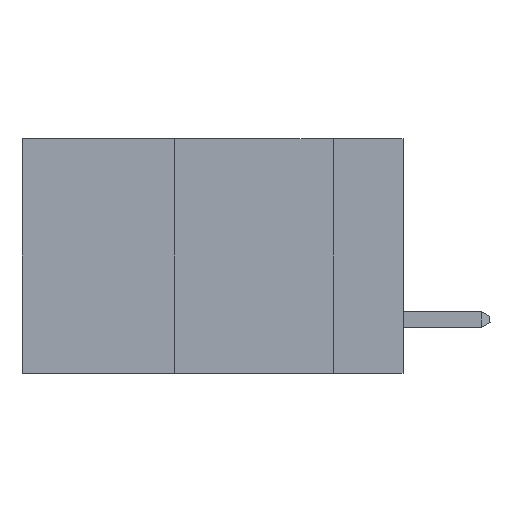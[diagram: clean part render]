
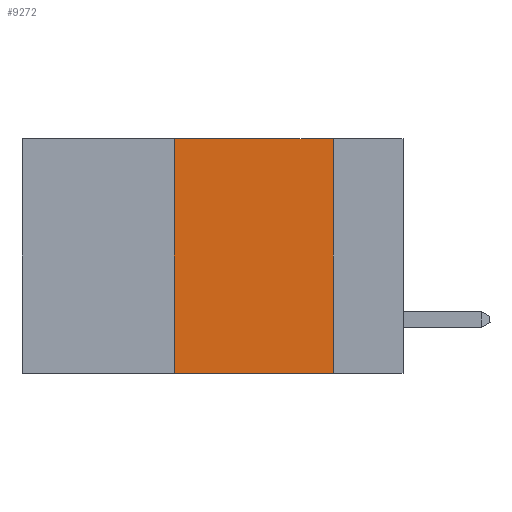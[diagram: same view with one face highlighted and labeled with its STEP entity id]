
A CAD part, left-side view. The second image highlights one B-rep face of the part: STEP entity #9272.
In plain terms, the highlighted planar face has unit normal (-1, 0, 0).
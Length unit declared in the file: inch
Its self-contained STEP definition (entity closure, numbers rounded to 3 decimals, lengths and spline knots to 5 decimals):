
#1266 = AXIS2_PLACEMENT_3D ( 'NONE', #4420, #23275, #2299 ) ;
#2067 = CARTESIAN_POINT ( 'NONE',  ( 0., 0.6, -0.37 ) ) ;
#2099 = VECTOR ( 'NONE', #4444, 39.37008 ) ;
#2299 = DIRECTION ( 'NONE',  ( 0., 0., -1. ) ) ;
#2354 = FACE_OUTER_BOUND ( 'NONE', #19649, .T. ) ;
#3638 = CARTESIAN_POINT ( 'NONE',  ( 0., 0.11, 0. ) ) ;
#4282 = DIRECTION ( 'NONE',  ( 0., -1., 0. ) ) ;
#4420 = CARTESIAN_POINT ( 'NONE',  ( 0., 0.6, 0. ) ) ;
#4444 = DIRECTION ( 'NONE',  ( 0., 0., 1. ) ) ;
#5080 = VECTOR ( 'NONE', #4282, 39.37008 ) ;
#5991 = LINE ( 'NONE', #2067, #19901 ) ;
#6571 = ORIENTED_EDGE ( 'NONE', *, *, #8447, .F. ) ;
#8229 = LINE ( 'NONE', #18898, #2099 ) ;
#8447 = EDGE_CURVE ( 'NONE', #22525, #21904, #8229, .T. ) ;
#9272 = ADVANCED_FACE ( 'NONE', ( #2354 ), #13785, .F. ) ;
#10017 = CARTESIAN_POINT ( 'NONE',  ( 0., 0.11, -0.37 ) ) ;
#10042 = VERTEX_POINT ( 'NONE', #23254 ) ;
#10815 = LINE ( 'NONE', #3638, #14091 ) ;
#11379 = CARTESIAN_POINT ( 'NONE',  ( 0., 0.36, 0. ) ) ;
#11722 = EDGE_CURVE ( 'NONE', #22525, #15719, #5991, .T. ) ;
#12707 = EDGE_CURVE ( 'NONE', #10042, #15719, #10815, .T. ) ;
#13270 = CARTESIAN_POINT ( 'NONE',  ( 0., 0.6, 0. ) ) ;
#13309 = CARTESIAN_POINT ( 'NONE',  ( 0., 0.36, -0.37 ) ) ;
#13785 = PLANE ( 'NONE',  #1266 ) ;
#14091 = VECTOR ( 'NONE', #15077, 39.37008 ) ;
#15077 = DIRECTION ( 'NONE',  ( 0., 0., -1. ) ) ;
#15719 = VERTEX_POINT ( 'NONE', #10017 ) ;
#16830 = EDGE_CURVE ( 'NONE', #21904, #10042, #16864, .T. ) ;
#16864 = LINE ( 'NONE', #13270, #5080 ) ;
#17964 = ORIENTED_EDGE ( 'NONE', *, *, #16830, .F. ) ;
#18898 = CARTESIAN_POINT ( 'NONE',  ( 0., 0.36, 0. ) ) ;
#19344 = DIRECTION ( 'NONE',  ( 0., -1., 0. ) ) ;
#19575 = ORIENTED_EDGE ( 'NONE', *, *, #11722, .T. ) ;
#19649 = EDGE_LOOP ( 'NONE', ( #24178, #17964, #6571, #19575 ) ) ;
#19901 = VECTOR ( 'NONE', #19344, 39.37008 ) ;
#21904 = VERTEX_POINT ( 'NONE', #11379 ) ;
#22525 = VERTEX_POINT ( 'NONE', #13309 ) ;
#23254 = CARTESIAN_POINT ( 'NONE',  ( 0., 0.11, 0. ) ) ;
#23275 = DIRECTION ( 'NONE',  ( 1., 0., 0. ) ) ;
#24178 = ORIENTED_EDGE ( 'NONE', *, *, #12707, .F. ) ;
